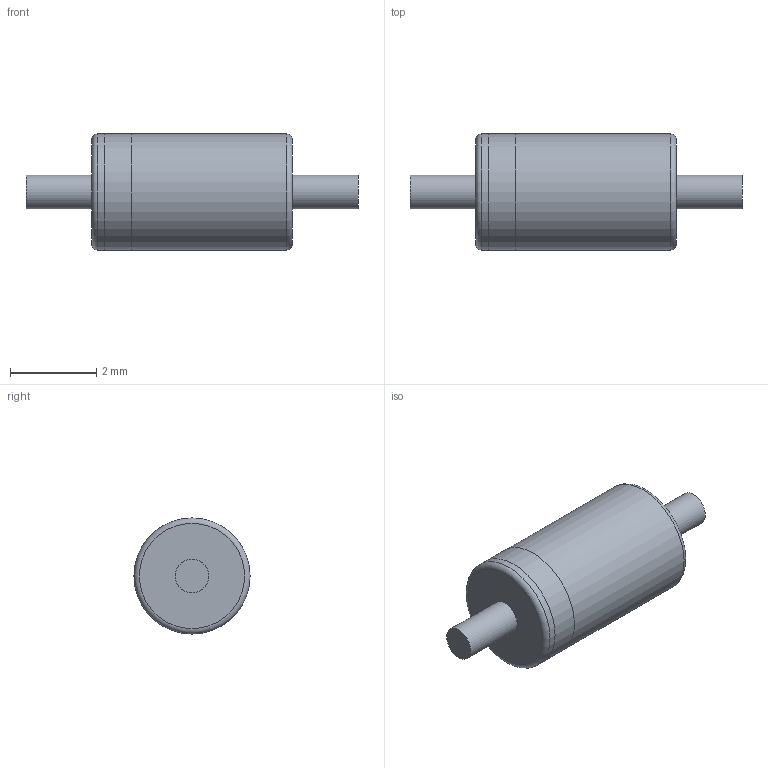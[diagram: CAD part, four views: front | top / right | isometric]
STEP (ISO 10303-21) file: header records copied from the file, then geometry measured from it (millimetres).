
FILE_DESCRIPTION(/* description */ (''),/* implementation_level */ '2;1');
FILE_NAME(/* name */ '1N4936-T v1.step',/* time_stamp */ '2024-12-05T10:18:34-05:00',/* author */ (''),/* organization */ (''),/* preprocessor_version */ 'ST-DEVELOPER v20',/* originating_system */ 'Autodesk Translation Framework v12.9.0.99',/* authorisation */ '');
FILE_SCHEMA (('AUTOMOTIVE_DESIGN { 1 0 10303 214 3 1 1 }'));
Length unit declared in the file: inch
Products named in the file (1): 1N4936-T
Bounding box: 7.7 x 2.69 x 2.69 mm (x, y, z)
Volume: 27.9 mm3; surface area: 82 mm2
Topology: 5 solids, 5 shells, 17 faces, 21 edges, 14 vertices
Faces by surface type: plane 10, cylinder 5, torus 2
Full cylindrical faces by diameter (mm): 0.787 x2, 2.692 x3
Entity records: 403 total; most frequent: DIRECTION 73, CARTESIAN_POINT 53, ORIENTED_EDGE 42, AXIS2_PLACEMENT_3D 34, EDGE_CURVE 21, FACE_OUTER_BOUND 17, EDGE_LOOP 17, ADVANCED_FACE 17
